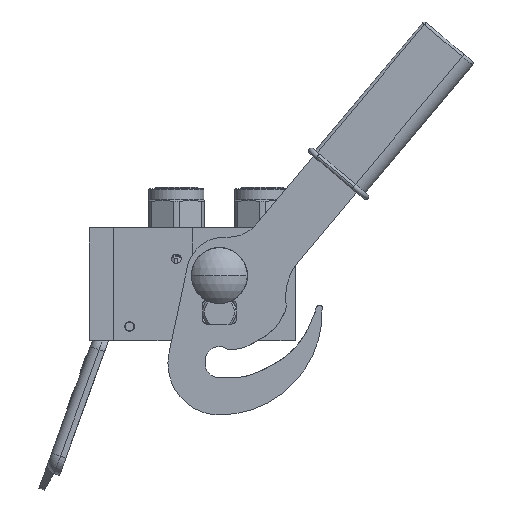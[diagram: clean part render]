
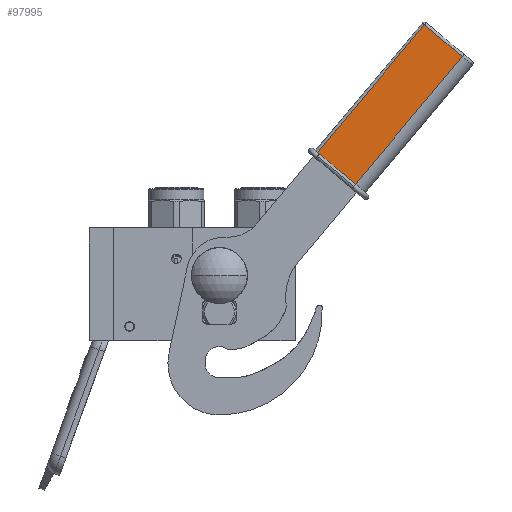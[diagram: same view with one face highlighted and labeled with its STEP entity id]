
A CAD part, front view. The second image highlights one B-rep face of the part: STEP entity #97995.
In plain terms, the highlighted face is planar.
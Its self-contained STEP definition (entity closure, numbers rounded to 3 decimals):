
#1646 = ORIENTED_EDGE ( 'NONE', *, *, #47633, .F. ) ;
#3934 = ORIENTED_EDGE ( 'NONE', *, *, #48670, .T. ) ;
#5034 = PLANE ( 'NONE',  #115879 ) ;
#7159 = EDGE_CURVE ( 'NONE', #45934, #93991, #58282, .T. ) ;
#9587 = VERTEX_POINT ( 'NONE', #79588 ) ;
#10212 = CARTESIAN_POINT ( 'NONE',  ( 8., 92., 16. ) ) ;
#11822 = VECTOR ( 'NONE', #76103, 1000. ) ;
#15552 = ORIENTED_EDGE ( 'NONE', *, *, #7159, .T. ) ;
#20849 = CARTESIAN_POINT ( 'NONE',  ( 8., 3., 16. ) ) ;
#21693 = DIRECTION ( 'NONE',  ( 0., -1., 0. ) ) ;
#23658 = CARTESIAN_POINT ( 'NONE',  ( 8., 3., -10.5 ) ) ;
#25139 = DIRECTION ( 'NONE',  ( 1., 0., 0. ) ) ;
#29695 = CARTESIAN_POINT ( 'NONE',  ( 8., 3., -10.5 ) ) ;
#30785 = LINE ( 'NONE', #23658, #49976 ) ;
#35933 = FACE_OUTER_BOUND ( 'NONE', #82958, .T. ) ;
#45934 = VERTEX_POINT ( 'NONE', #106521 ) ;
#47633 = EDGE_CURVE ( 'NONE', #89384, #9587, #91444, .T. ) ;
#48670 = EDGE_CURVE ( 'NONE', #93991, #9587, #30785, .T. ) ;
#49976 = VECTOR ( 'NONE', #117413, 1000. ) ;
#52338 = CARTESIAN_POINT ( 'NONE',  ( 8., 0., 17.5 ) ) ;
#58282 = LINE ( 'NONE', #20849, #103941 ) ;
#58873 = CARTESIAN_POINT ( 'NONE',  ( 8., 92., 16. ) ) ;
#62185 = DIRECTION ( 'NONE',  ( 0., 0., -1. ) ) ;
#68655 = CARTESIAN_POINT ( 'NONE',  ( 8., 92., 16. ) ) ;
#73934 = VECTOR ( 'NONE', #21693, 1000. ) ;
#76103 = DIRECTION ( 'NONE',  ( 0., 0., -1. ) ) ;
#79588 = CARTESIAN_POINT ( 'NONE',  ( 8., 92., -10.5 ) ) ;
#82958 = EDGE_LOOP ( 'NONE', ( #1646, #112562, #15552, #3934 ) ) ;
#86378 = DIRECTION ( 'NONE',  ( 0., 0., -1. ) ) ;
#87173 = LINE ( 'NONE', #68655, #73934 ) ;
#89384 = VERTEX_POINT ( 'NONE', #58873 ) ;
#91444 = LINE ( 'NONE', #10212, #11822 ) ;
#93991 = VERTEX_POINT ( 'NONE', #29695 ) ;
#97995 = ADVANCED_FACE ( 'NONE', ( #35933 ), #5034, .T. ) ;
#103941 = VECTOR ( 'NONE', #86378, 1000. ) ;
#106521 = CARTESIAN_POINT ( 'NONE',  ( 8., 3., 16. ) ) ;
#112562 = ORIENTED_EDGE ( 'NONE', *, *, #115818, .T. ) ;
#115818 = EDGE_CURVE ( 'NONE', #89384, #45934, #87173, .T. ) ;
#115879 = AXIS2_PLACEMENT_3D ( 'NONE', #52338, #25139, #62185 ) ;
#117413 = DIRECTION ( 'NONE',  ( 0., 1., 0. ) ) ;
